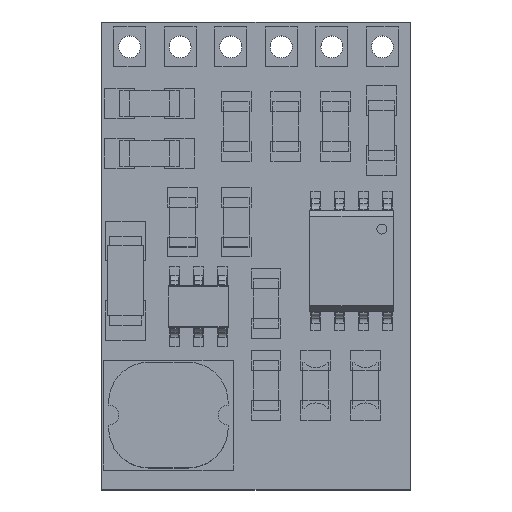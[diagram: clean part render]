
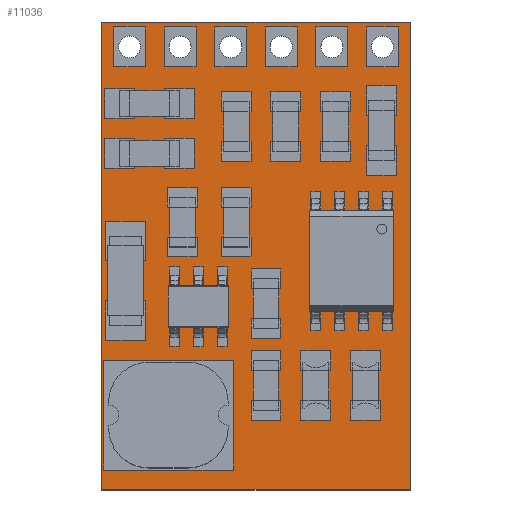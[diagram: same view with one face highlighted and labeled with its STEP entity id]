
A CAD part, top view. The second image highlights one B-rep face of the part: STEP entity #11036.
In plain terms, the highlighted planar face has unit normal (0, 0, 1).
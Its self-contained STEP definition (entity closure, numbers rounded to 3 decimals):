
#355=FACE_BOUND('',#1777,.T.);
#356=FACE_BOUND('',#1778,.T.);
#357=FACE_BOUND('',#1779,.T.);
#358=FACE_BOUND('',#1780,.T.);
#359=FACE_BOUND('',#1781,.T.);
#360=FACE_BOUND('',#1782,.T.);
#384=PLANE('',#11898);
#1047=FACE_OUTER_BOUND('',#1776,.T.);
#1776=EDGE_LOOP('',(#7964,#7965,#7966,#7967));
#1777=EDGE_LOOP('',(#7968));
#1778=EDGE_LOOP('',(#7969));
#1779=EDGE_LOOP('',(#7970));
#1780=EDGE_LOOP('',(#7971));
#1781=EDGE_LOOP('',(#7972));
#1782=EDGE_LOOP('',(#7973));
#2528=LINE('',#15555,#3920);
#2531=LINE('',#15561,#3923);
#2534=LINE('',#15567,#3926);
#2537=LINE('',#15571,#3929);
#3920=VECTOR('',#12671,10.);
#3923=VECTOR('',#12676,10.);
#3926=VECTOR('',#12681,10.);
#3929=VECTOR('',#12686,10.);
#5304=CIRCLE('',#11877,0.55);
#5306=CIRCLE('',#11880,0.55);
#5308=CIRCLE('',#11883,0.55);
#5310=CIRCLE('',#11886,0.55);
#5312=CIRCLE('',#11889,0.55);
#5314=CIRCLE('',#11892,0.55);
#5364=VERTEX_POINT('',#15513);
#5366=VERTEX_POINT('',#15519);
#5368=VERTEX_POINT('',#15525);
#5370=VERTEX_POINT('',#15531);
#5372=VERTEX_POINT('',#15537);
#5374=VERTEX_POINT('',#15543);
#5378=VERTEX_POINT('',#15552);
#5379=VERTEX_POINT('',#15554);
#5381=VERTEX_POINT('',#15560);
#5383=VERTEX_POINT('',#15566);
#6388=EDGE_CURVE('',#5364,#5364,#5304,.T.);
#6391=EDGE_CURVE('',#5366,#5366,#5306,.T.);
#6394=EDGE_CURVE('',#5368,#5368,#5308,.T.);
#6397=EDGE_CURVE('',#5370,#5370,#5310,.T.);
#6400=EDGE_CURVE('',#5372,#5372,#5312,.T.);
#6403=EDGE_CURVE('',#5374,#5374,#5314,.T.);
#6408=EDGE_CURVE('',#5379,#5378,#2528,.T.);
#6411=EDGE_CURVE('',#5381,#5379,#2531,.T.);
#6414=EDGE_CURVE('',#5383,#5381,#2534,.T.);
#6417=EDGE_CURVE('',#5378,#5383,#2537,.T.);
#7964=ORIENTED_EDGE('',*,*,#6417,.T.);
#7965=ORIENTED_EDGE('',*,*,#6414,.T.);
#7966=ORIENTED_EDGE('',*,*,#6411,.T.);
#7967=ORIENTED_EDGE('',*,*,#6408,.T.);
#7968=ORIENTED_EDGE('',*,*,#6403,.T.);
#7969=ORIENTED_EDGE('',*,*,#6400,.T.);
#7970=ORIENTED_EDGE('',*,*,#6397,.T.);
#7971=ORIENTED_EDGE('',*,*,#6394,.T.);
#7972=ORIENTED_EDGE('',*,*,#6391,.T.);
#7973=ORIENTED_EDGE('',*,*,#6388,.T.);
#11036=ADVANCED_FACE('',(#1047,#355,#356,#357,#358,#359,#360),#384,.T.);
#11877=AXIS2_PLACEMENT_3D('',#15514,#12627,#12628);
#11880=AXIS2_PLACEMENT_3D('',#15520,#12634,#12635);
#11883=AXIS2_PLACEMENT_3D('',#15526,#12641,#12642);
#11886=AXIS2_PLACEMENT_3D('',#15532,#12648,#12649);
#11889=AXIS2_PLACEMENT_3D('',#15538,#12655,#12656);
#11892=AXIS2_PLACEMENT_3D('',#15544,#12662,#12663);
#11898=AXIS2_PLACEMENT_3D('',#15572,#12687,#12688);
#12627=DIRECTION('center_axis',(0.,0.,-1.));
#12628=DIRECTION('ref_axis',(1.,0.,0.));
#12634=DIRECTION('center_axis',(0.,0.,-1.));
#12635=DIRECTION('ref_axis',(1.,0.,0.));
#12641=DIRECTION('center_axis',(0.,0.,-1.));
#12642=DIRECTION('ref_axis',(1.,0.,0.));
#12648=DIRECTION('center_axis',(0.,0.,-1.));
#12649=DIRECTION('ref_axis',(1.,0.,0.));
#12655=DIRECTION('center_axis',(0.,0.,-1.));
#12656=DIRECTION('ref_axis',(1.,0.,0.));
#12662=DIRECTION('center_axis',(0.,0.,-1.));
#12663=DIRECTION('ref_axis',(1.,0.,0.));
#12671=DIRECTION('',(-1.,0.,0.));
#12676=DIRECTION('',(0.,1.,0.));
#12681=DIRECTION('',(1.,0.,0.));
#12686=DIRECTION('',(0.,-1.,0.));
#12687=DIRECTION('center_axis',(0.,0.,1.));
#12688=DIRECTION('ref_axis',(1.,0.,0.));
#15513=CARTESIAN_POINT('',(0.85,22.25,1.8));
#15514=CARTESIAN_POINT('Origin',(1.4,22.25,1.8));
#15519=CARTESIAN_POINT('',(3.39,22.25,1.8));
#15520=CARTESIAN_POINT('Origin',(3.94,22.25,1.8));
#15525=CARTESIAN_POINT('',(8.47,22.25,1.8));
#15526=CARTESIAN_POINT('Origin',(9.02,22.25,1.8));
#15531=CARTESIAN_POINT('',(5.93,22.25,1.8));
#15532=CARTESIAN_POINT('Origin',(6.48,22.25,1.8));
#15537=CARTESIAN_POINT('',(11.01,22.25,1.8));
#15538=CARTESIAN_POINT('Origin',(11.56,22.25,1.8));
#15543=CARTESIAN_POINT('',(13.55,22.25,1.8));
#15544=CARTESIAN_POINT('Origin',(14.1,22.25,1.8));
#15552=CARTESIAN_POINT('',(0.,23.5,1.8));
#15554=CARTESIAN_POINT('',(15.5,23.5,1.8));
#15555=CARTESIAN_POINT('',(15.5,23.5,1.8));
#15560=CARTESIAN_POINT('',(15.5,0.,1.8));
#15561=CARTESIAN_POINT('',(15.5,0.,1.8));
#15566=CARTESIAN_POINT('',(0.,0.,1.8));
#15567=CARTESIAN_POINT('',(0.,0.,1.8));
#15571=CARTESIAN_POINT('',(0.,23.5,1.8));
#15572=CARTESIAN_POINT('Origin',(7.75,11.75,1.8));
